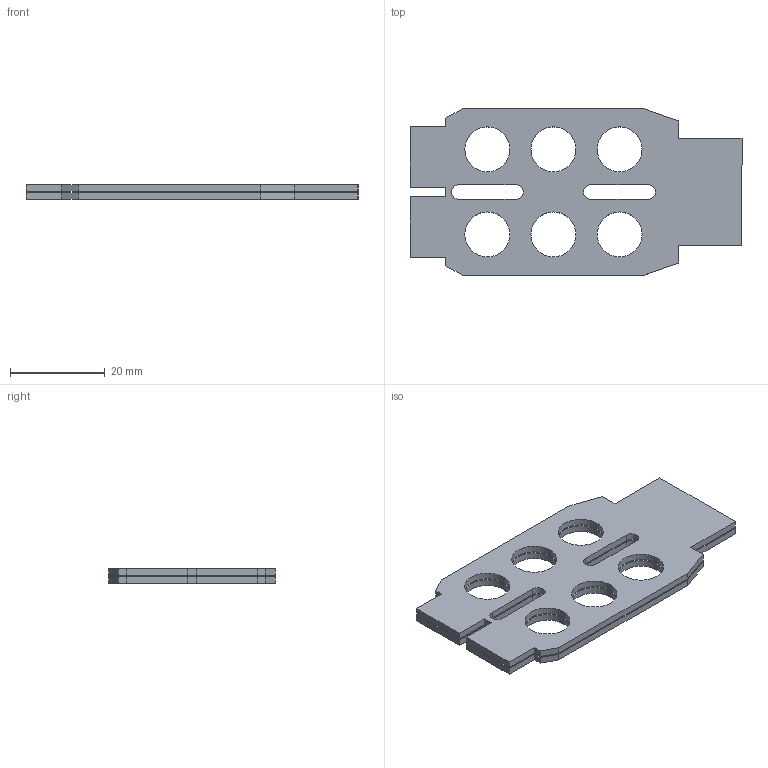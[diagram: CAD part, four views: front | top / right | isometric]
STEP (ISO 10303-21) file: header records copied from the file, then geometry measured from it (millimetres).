
FILE_DESCRIPTION((''),'2;1');
FILE_NAME('13AC7609.stp','2015-07-14T14:05:00',(''),(''),'Mechanical Desktop 2011','Mechanical Desktop 2011',', , ');
FILE_SCHEMA(('AUTOMOTIVE_DESIGN { 1 2 10303 214 1 1 1 1 }'));
Length unit declared in the file: inch
Products named in the file (1): Product
Bounding box: 70.05 x 35.05 x 3.15 mm (x, y, z)
Volume: 4864.6 mm3; surface area: 8066.1 mm2
Topology: 2 solids, 2 shells, 84 faces, 240 edges, 160 vertices
Faces by surface type: plane 52, cylinder 32
Entity records: 2858 total; most frequent: CARTESIAN_POINT 485, ORIENTED_EDGE 480, DIRECTION 474, EDGE_CURVE 240, VECTOR 176, LINE 176, VERTEX_POINT 160, AXIS2_PLACEMENT_3D 149
